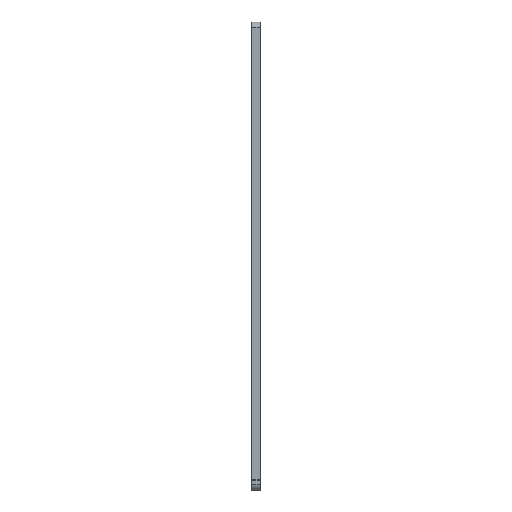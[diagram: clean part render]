
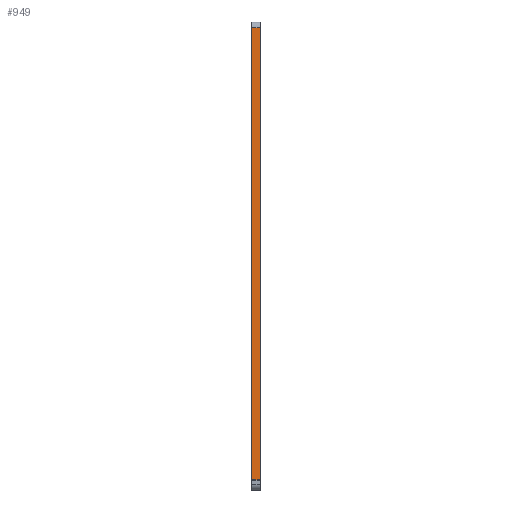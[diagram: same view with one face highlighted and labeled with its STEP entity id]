
A CAD part, left-side view. The second image highlights one B-rep face of the part: STEP entity #949.
In plain terms, the highlighted planar face has unit normal (-1, 0, 0).
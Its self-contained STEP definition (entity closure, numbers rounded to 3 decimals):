
#63=PLANE('',#1065);
#105=FACE_OUTER_BOUND('',#168,.T.);
#168=EDGE_LOOP('',(#815,#816,#817,#818));
#216=LINE('',#1483,#288);
#223=LINE('',#1517,#295);
#253=LINE('',#1598,#325);
#258=LINE('',#1610,#330);
#288=VECTOR('',#1202,10.);
#295=VECTOR('',#1231,10.);
#325=VECTOR('',#1323,10.);
#330=VECTOR('',#1338,10.);
#439=VERTEX_POINT('',#1480);
#440=VERTEX_POINT('',#1482);
#455=VERTEX_POINT('',#1514);
#476=VERTEX_POINT('',#1595);
#542=EDGE_CURVE('',#439,#440,#216,.T.);
#559=EDGE_CURVE('',#455,#439,#223,.T.);
#600=EDGE_CURVE('',#440,#476,#253,.T.);
#606=EDGE_CURVE('',#476,#455,#258,.T.);
#815=ORIENTED_EDGE('',*,*,#600,.F.);
#816=ORIENTED_EDGE('',*,*,#542,.F.);
#817=ORIENTED_EDGE('',*,*,#559,.F.);
#818=ORIENTED_EDGE('',*,*,#606,.F.);
#949=ADVANCED_FACE('',(#105),#63,.F.);
#1065=AXIS2_PLACEMENT_3D('',#1609,#1336,#1337);
#1202=DIRECTION('',(0.,0.,1.));
#1231=DIRECTION('',(0.,1.,0.));
#1323=DIRECTION('',(0.,-1.,0.));
#1336=DIRECTION('center_axis',(1.,0.,0.));
#1337=DIRECTION('ref_axis',(0.,0.,-1.));
#1338=DIRECTION('',(0.,0.,-1.));
#1480=CARTESIAN_POINT('',(-98.5,3.,-80.317));
#1482=CARTESIAN_POINT('',(-98.5,3.,82.));
#1483=CARTESIAN_POINT('',(-98.5,3.,82.25));
#1514=CARTESIAN_POINT('',(-98.5,0.,-80.317));
#1517=CARTESIAN_POINT('',(-98.5,0.,-80.317));
#1595=CARTESIAN_POINT('',(-98.5,0.,82.));
#1598=CARTESIAN_POINT('',(-98.5,0.,82.));
#1609=CARTESIAN_POINT('Origin',(-98.5,3.,84.));
#1610=CARTESIAN_POINT('',(-98.5,0.,82.25));
